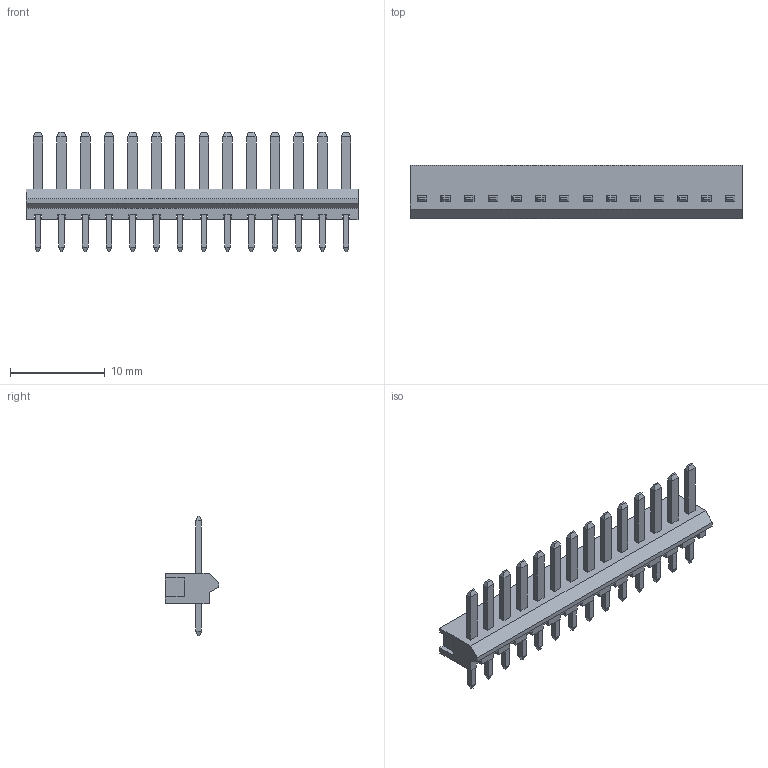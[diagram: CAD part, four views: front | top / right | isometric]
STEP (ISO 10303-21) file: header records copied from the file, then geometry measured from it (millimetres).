
FILE_DESCRIPTION(('FreeCAD Model'),'2;1');
FILE_NAME('Open CASCADE Shape Model','2021-07-29T09:54:02',( 'kicad StepUp'),('ksu MCAD'),'Open CASCADE STEP processor 7.4', 'FreeCAD','Unknown');
FILE_SCHEMA(('AUTOMOTIVE_DESIGN { 1 0 10303 214 1 1 1 1 }'));
Length unit declared in the file: millimetre
Products named in the file (1): JST_NH_B14P-SHF-1AA_1x14_P2.50mm_Vertical.copy
Bounding box: 35 x 5.6 x 12.6 mm (x, y, z)
Volume: 544.1 mm3; surface area: 1233.7 mm2
Topology: 29 solids, 29 shells, 418 faces, 929 edges, 582 vertices
Faces by surface type: plane 306, bspline 112
Entity records: 25468 total; most frequent: CARTESIAN_POINT 5036, DIRECTION 2489, LINE 1875, VECTOR 1875, ORIENTED_EDGE 1858, PCURVE 1858, DEFINITIONAL_REPRESENTATION 1858, EDGE_CURVE 929
